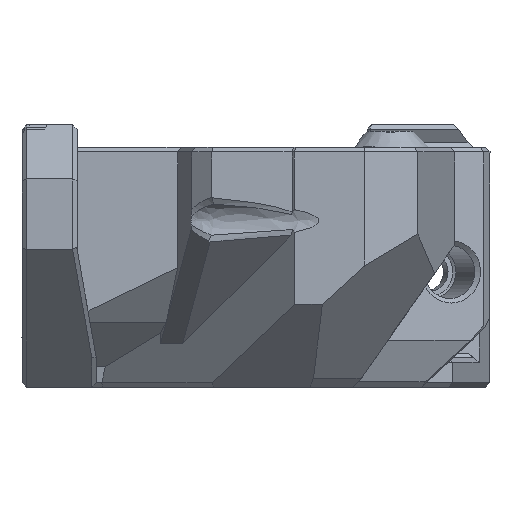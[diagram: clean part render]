
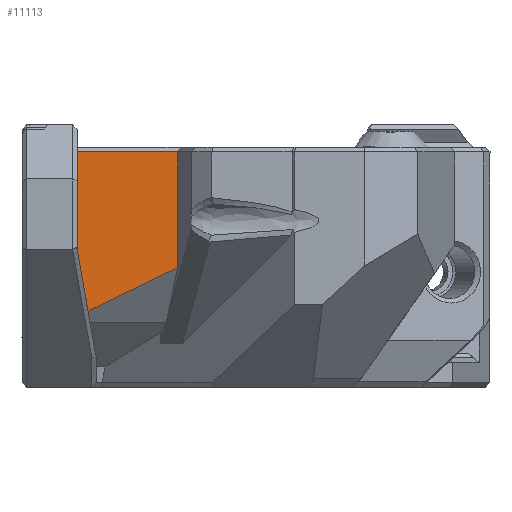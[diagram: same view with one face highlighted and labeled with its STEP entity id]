
A CAD part, left-side view. The second image highlights one B-rep face of the part: STEP entity #11113.
In plain terms, the highlighted planar face has unit normal (-1, 0, 0).
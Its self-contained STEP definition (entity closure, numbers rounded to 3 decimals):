
#2348=ORIENTED_EDGE('',*,*,#4733,.T.);
#2349=ORIENTED_EDGE('',*,*,#4830,.T.);
#2350=ORIENTED_EDGE('',*,*,#4802,.F.);
#2351=ORIENTED_EDGE('',*,*,#4757,.F.);
#2352=ORIENTED_EDGE('',*,*,#4755,.T.);
#4733=EDGE_CURVE('',#6055,#6054,#7134,.T.);
#4755=EDGE_CURVE('',#6069,#6055,#7149,.T.);
#4757=EDGE_CURVE('',#6069,#6072,#7151,.T.);
#4802=EDGE_CURVE('',#6072,#6099,#7195,.T.);
#4830=EDGE_CURVE('',#6054,#6099,#7221,.T.);
#6054=VERTEX_POINT('',#18392);
#6055=VERTEX_POINT('',#18394);
#6069=VERTEX_POINT('',#18477);
#6072=VERTEX_POINT('',#18485);
#6099=VERTEX_POINT('',#18571);
#7134=LINE('',#18393,#8336);
#7149=LINE('',#18480,#8351);
#7151=LINE('',#18484,#8353);
#7195=LINE('',#18570,#8397);
#7221=LINE('',#18625,#8423);
#8336=VECTOR('',#13994,1000.);
#8351=VECTOR('',#14031,1000.);
#8353=VECTOR('',#14035,1000.);
#8397=VECTOR('',#14109,1000.);
#8423=VECTOR('',#14155,1000.);
#9260=EDGE_LOOP('',(#2348,#2349,#2350,#2351,#2352));
#9979=FACE_BOUND('',#9260,.T.);
#10557=PLANE('',#11950);
#11113=ADVANCED_FACE('',(#9979),#10557,.T.);
#11950=AXIS2_PLACEMENT_3D('',#18624,#14153,#14154);
#13994=DIRECTION('',(0.,0.,1.));
#14031=DIRECTION('',(0.,-0.901,0.435));
#14035=DIRECTION('',(0.,0.174,0.985));
#14109=DIRECTION('',(0.,0.,1.));
#14153=DIRECTION('',(-1.,0.,0.));
#14154=DIRECTION('',(0.,-1.,0.));
#14155=DIRECTION('',(0.,1.,0.));
#18392=CARTESIAN_POINT('',(-12.879,3.617,20.8));
#18393=CARTESIAN_POINT('',(-12.879,3.617,16.68));
#18394=CARTESIAN_POINT('',(-12.879,3.617,10.571));
#18477=CARTESIAN_POINT('',(-12.879,11.544,6.745));
#18480=CARTESIAN_POINT('',(-12.879,-0.636,12.624));
#18484=CARTESIAN_POINT('',(-12.879,12.936,14.628));
#18485=CARTESIAN_POINT('',(-12.879,12.5,12.16));
#18570=CARTESIAN_POINT('',(-12.879,12.5,16.68));
#18571=CARTESIAN_POINT('',(-12.879,12.5,20.8));
#18624=CARTESIAN_POINT('',(-12.879,1.321,16.68));
#18625=CARTESIAN_POINT('',(-12.879,1.321,20.8));
